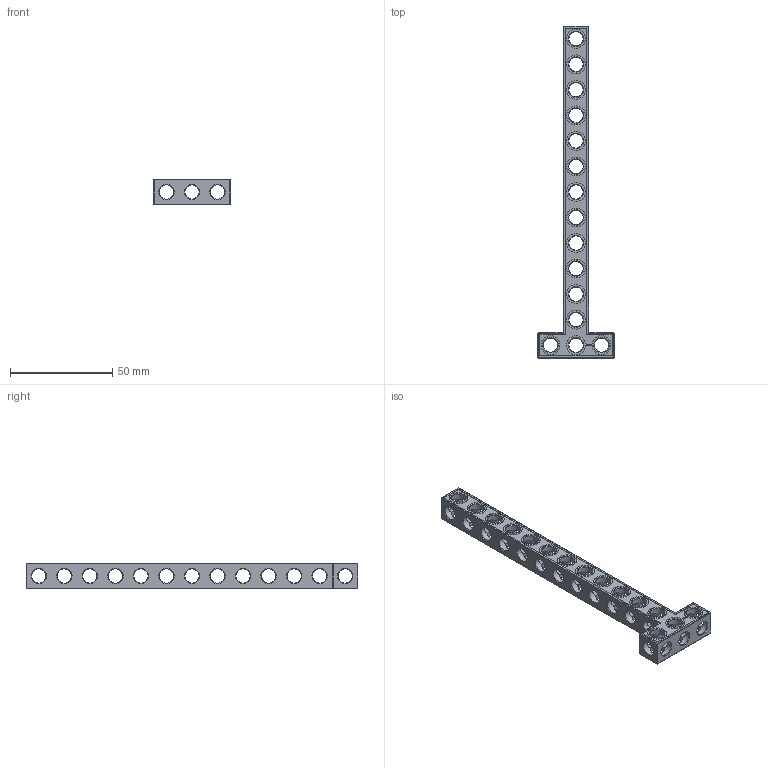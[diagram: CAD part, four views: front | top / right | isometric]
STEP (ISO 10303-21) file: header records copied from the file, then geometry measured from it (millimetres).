
FILE_DESCRIPTION(('FreeCAD Model'),'2;1');
FILE_NAME('Open CASCADE Shape Model','2021-08-07T21:28:27',( 'Paulo Kiefe'),('STEMFIE.org'),'Open CASCADE STEP processor 7.4', 'FreeCAD','Unknown');
FILE_SCHEMA(('AUTOMOTIVE_DESIGN { 1 0 10303 214 1 1 1 1 }'));
Products named in the file (1): Beam_TSH_SYM_ESS_BU03x13x01_-_SPN-BEM-1011_(stemfie.org)
Bounding box: 37.5 x 162.5 x 12.5 mm (x, y, z)
Volume: 14640.9 mm3; surface area: 13214.4 mm2
Topology: 1 solids, 1 shells, 663 faces, 1987 edges, 1313 vertices
Faces by surface type: plane 400, extrusion 110, cylinder 91, cone 62
Full cylindrical faces by diameter (mm): 7 x76, 9.2 x15
Entity records: 58469 total; most frequent: CARTESIAN_POINT 15938, DIRECTION 6401, VECTOR 4264, LINE 4154, ORIENTED_EDGE 3974, PCURVE 3974, DEFINITIONAL_REPRESENTATION 3974, EDGE_CURVE 1987
